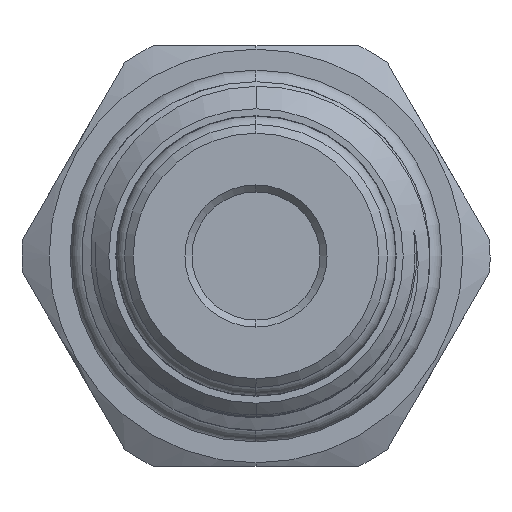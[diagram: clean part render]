
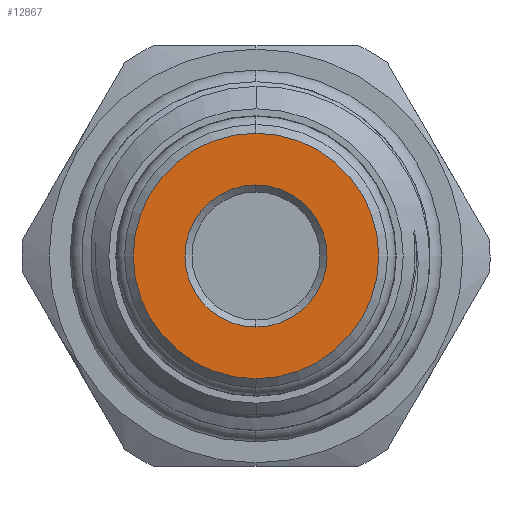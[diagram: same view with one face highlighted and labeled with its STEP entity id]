
A CAD part, left-side view. The second image highlights one B-rep face of the part: STEP entity #12867.
In plain terms, the highlighted planar face has unit normal (-1, 0, 0).
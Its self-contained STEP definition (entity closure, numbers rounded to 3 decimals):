
#270 = EDGE_CURVE ( 'NONE', #8474, #2322, #13057, .T. ) ;
#373 = ORIENTED_EDGE ( 'NONE', *, *, #10719, .T. ) ;
#494 = DIRECTION ( 'NONE',  ( 0., 0., 1. ) ) ;
#817 = DIRECTION ( 'NONE',  ( 0., 0., 1. ) ) ;
#956 = ORIENTED_EDGE ( 'NONE', *, *, #5423, .T. ) ;
#1038 = ORIENTED_EDGE ( 'NONE', *, *, #11906, .T. ) ;
#2322 = VERTEX_POINT ( 'NONE', #3864 ) ;
#2853 = DIRECTION ( 'NONE',  ( 1., 0., 0. ) ) ;
#3782 = FACE_OUTER_BOUND ( 'NONE', #6629, .T. ) ;
#3864 = CARTESIAN_POINT ( 'NONE',  ( -63.454, 0., 4.05 ) ) ;
#3921 = VERTEX_POINT ( 'NONE', #13031 ) ;
#4153 = AXIS2_PLACEMENT_3D ( 'NONE', #6902, #2853, #817 ) ;
#4278 = AXIS2_PLACEMENT_3D ( 'NONE', #8003, #8133, #12010 ) ;
#4547 = ORIENTED_EDGE ( 'NONE', *, *, #270, .T. ) ;
#5067 = CIRCLE ( 'NONE', #10699, 7. ) ;
#5357 = VERTEX_POINT ( 'NONE', #9936 ) ;
#5423 = EDGE_CURVE ( 'NONE', #3921, #5357, #5067, .T. ) ;
#6139 = DIRECTION ( 'NONE',  ( -1., 0., 0. ) ) ;
#6192 = DIRECTION ( 'NONE',  ( 0., 0., 1. ) ) ;
#6511 = DIRECTION ( 'NONE',  ( -1., 0., 0. ) ) ;
#6629 = EDGE_LOOP ( 'NONE', ( #956, #1038 ) ) ;
#6802 = CARTESIAN_POINT ( 'NONE',  ( -63.454, 0., -4.05 ) ) ;
#6818 = CIRCLE ( 'NONE', #4153, 4.05 ) ;
#6902 = CARTESIAN_POINT ( 'NONE',  ( -63.454, 0., 0. ) ) ;
#7161 = CARTESIAN_POINT ( 'NONE',  ( -63.454, 0., 0. ) ) ;
#8003 = CARTESIAN_POINT ( 'NONE',  ( -63.454, 7., 0. ) ) ;
#8089 = PLANE ( 'NONE',  #4278 ) ;
#8133 = DIRECTION ( 'NONE',  ( -1., 0., 0. ) ) ;
#8207 = CARTESIAN_POINT ( 'NONE',  ( -63.454, 0., 0. ) ) ;
#8474 = VERTEX_POINT ( 'NONE', #6802 ) ;
#9330 = EDGE_LOOP ( 'NONE', ( #373, #4547 ) ) ;
#9936 = CARTESIAN_POINT ( 'NONE',  ( -63.454, 0., 7. ) ) ;
#9938 = FACE_BOUND ( 'NONE', #9330, .T. ) ;
#10410 = CARTESIAN_POINT ( 'NONE',  ( -63.454, 0., 0. ) ) ;
#10699 = AXIS2_PLACEMENT_3D ( 'NONE', #8207, #6139, #12122 ) ;
#10719 = EDGE_CURVE ( 'NONE', #2322, #8474, #6818, .T. ) ;
#11198 = DIRECTION ( 'NONE',  ( 1., 0., 0. ) ) ;
#11906 = EDGE_CURVE ( 'NONE', #5357, #3921, #12339, .T. ) ;
#11953 = AXIS2_PLACEMENT_3D ( 'NONE', #7161, #11198, #6192 ) ;
#12010 = DIRECTION ( 'NONE',  ( 0., 0., 1. ) ) ;
#12122 = DIRECTION ( 'NONE',  ( 0., 0., 1. ) ) ;
#12197 = AXIS2_PLACEMENT_3D ( 'NONE', #10410, #6511, #494 ) ;
#12339 = CIRCLE ( 'NONE', #12197, 7. ) ;
#12867 = ADVANCED_FACE ( 'NONE', ( #9938, #3782 ), #8089, .T. ) ;
#13031 = CARTESIAN_POINT ( 'NONE',  ( -63.454, 0., -7. ) ) ;
#13057 = CIRCLE ( 'NONE', #11953, 4.05 ) ;
